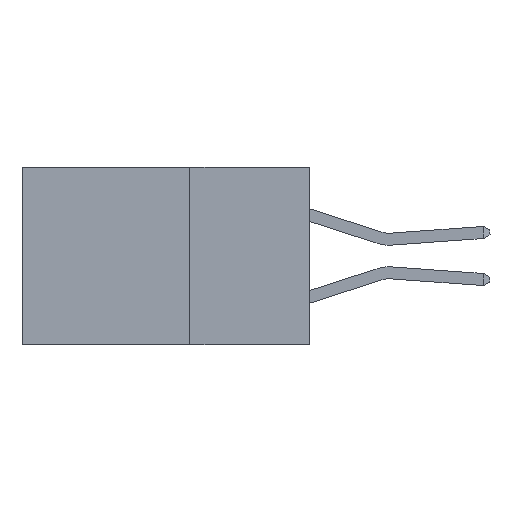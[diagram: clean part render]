
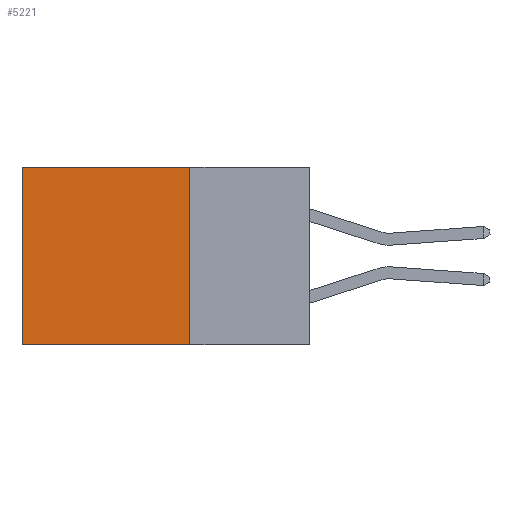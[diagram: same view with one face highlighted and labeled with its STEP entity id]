
A CAD part, left-side view. The second image highlights one B-rep face of the part: STEP entity #5221.
In plain terms, the highlighted planar face has unit normal (-1, 0, 0).
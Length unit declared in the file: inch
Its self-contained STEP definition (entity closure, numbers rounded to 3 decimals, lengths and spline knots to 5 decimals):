
#790 = LINE ( 'NONE', #1299, #3450 ) ;
#1299 = CARTESIAN_POINT ( 'NONE',  ( 0.298, 0.6, 0. ) ) ;
#1417 = LINE ( 'NONE', #9419, #10462 ) ;
#1536 = VERTEX_POINT ( 'NONE', #10074 ) ;
#2007 = CARTESIAN_POINT ( 'NONE',  ( 0.298, 0.25, 0. ) ) ;
#2581 = AXIS2_PLACEMENT_3D ( 'NONE', #7925, #7897, #7878 ) ;
#2663 = CARTESIAN_POINT ( 'NONE',  ( 0.298, 0.6, 0. ) ) ;
#2704 = CARTESIAN_POINT ( 'NONE',  ( 0.298, 0.25, 0. ) ) ;
#3008 = ORIENTED_EDGE ( 'NONE', *, *, #6817, .T. ) ;
#3037 = DIRECTION ( 'NONE',  ( 0., 0., -1. ) ) ;
#3450 = VECTOR ( 'NONE', #3037, 39.37008 ) ;
#3502 = ORIENTED_EDGE ( 'NONE', *, *, #10002, .F. ) ;
#4765 = ORIENTED_EDGE ( 'NONE', *, *, #5859, .T. ) ;
#4785 = VERTEX_POINT ( 'NONE', #7776 ) ;
#5221 = ADVANCED_FACE ( 'NONE', ( #10138 ), #9059, .F. ) ;
#5468 = VERTEX_POINT ( 'NONE', #8591 ) ;
#5859 = EDGE_CURVE ( 'NONE', #4785, #7677, #11349, .T. ) ;
#5994 = DIRECTION ( 'NONE',  ( 0., 1., 0. ) ) ;
#6180 = VECTOR ( 'NONE', #6845, 39.37008 ) ;
#6817 = EDGE_CURVE ( 'NONE', #7677, #5468, #790, .T. ) ;
#6845 = DIRECTION ( 'NONE',  ( 0., 1., 0. ) ) ;
#6907 = EDGE_LOOP ( 'NONE', ( #3008, #3502, #10162, #4765 ) ) ;
#7677 = VERTEX_POINT ( 'NONE', #2663 ) ;
#7776 = CARTESIAN_POINT ( 'NONE',  ( 0.298, 0.25, 0. ) ) ;
#7878 = DIRECTION ( 'NONE',  ( 0., 0., -1. ) ) ;
#7897 = DIRECTION ( 'NONE',  ( 1., 0., 0. ) ) ;
#7925 = CARTESIAN_POINT ( 'NONE',  ( 0.298, 0.25, 0. ) ) ;
#8591 = CARTESIAN_POINT ( 'NONE',  ( 0.298, 0.6, -0.37 ) ) ;
#9014 = DIRECTION ( 'NONE',  ( 0., 0., -1. ) ) ;
#9059 = PLANE ( 'NONE',  #2581 ) ;
#9063 = LINE ( 'NONE', #2007, #11109 ) ;
#9419 = CARTESIAN_POINT ( 'NONE',  ( 0.298, 0.25, -0.37 ) ) ;
#10002 = EDGE_CURVE ( 'NONE', #1536, #5468, #1417, .T. ) ;
#10074 = CARTESIAN_POINT ( 'NONE',  ( 0.298, 0.25, -0.37 ) ) ;
#10138 = FACE_OUTER_BOUND ( 'NONE', #6907, .T. ) ;
#10162 = ORIENTED_EDGE ( 'NONE', *, *, #11009, .F. ) ;
#10462 = VECTOR ( 'NONE', #5994, 39.37008 ) ;
#11009 = EDGE_CURVE ( 'NONE', #4785, #1536, #9063, .T. ) ;
#11109 = VECTOR ( 'NONE', #9014, 39.37008 ) ;
#11349 = LINE ( 'NONE', #2704, #6180 ) ;
